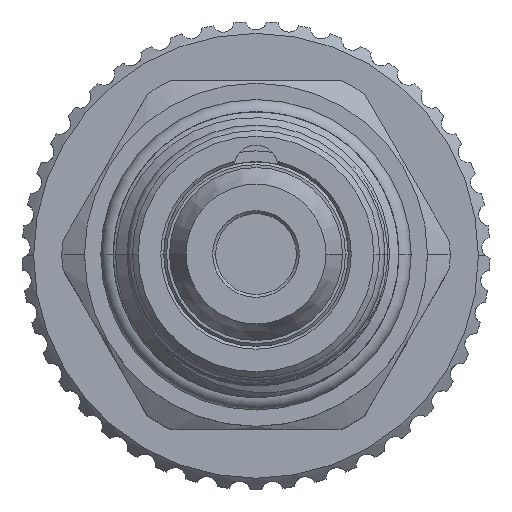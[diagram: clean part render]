
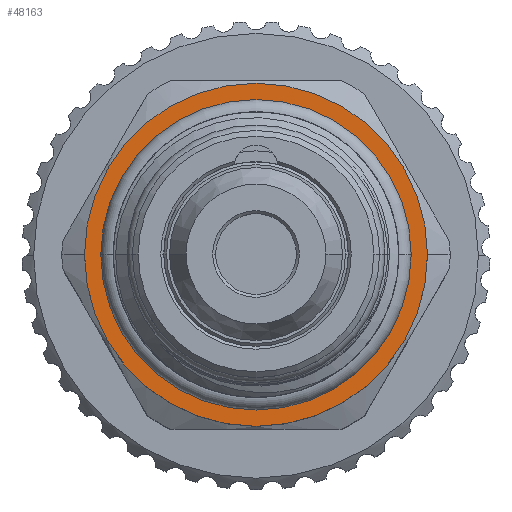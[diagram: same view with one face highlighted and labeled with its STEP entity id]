
A CAD part, top view. The second image highlights one B-rep face of the part: STEP entity #48163.
In plain terms, the highlighted planar face has unit normal (0, 0, 1).
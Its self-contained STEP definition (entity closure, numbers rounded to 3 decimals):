
#120 = ORIENTED_EDGE ( 'NONE', *, *, #20390, .F. ) ;
#411 = DIRECTION ( 'NONE',  ( 0., 0., 1. ) ) ;
#1122 = VERTEX_POINT ( 'NONE', #43913 ) ;
#1488 = DIRECTION ( 'NONE',  ( 0., 0., -1. ) ) ;
#1698 = ORIENTED_EDGE ( 'NONE', *, *, #35199, .T. ) ;
#4961 = CARTESIAN_POINT ( 'NONE',  ( 0., 0., -30.5 ) ) ;
#5072 = EDGE_LOOP ( 'NONE', ( #1698, #27028 ) ) ;
#5777 = CARTESIAN_POINT ( 'NONE',  ( -9.71, 0., -30.5 ) ) ;
#7137 = AXIS2_PLACEMENT_3D ( 'NONE', #44957, #411, #45530 ) ;
#7433 = CIRCLE ( 'NONE', #7137, 11.8 ) ;
#7762 = CARTESIAN_POINT ( 'NONE',  ( 9.71, 0., -30.5 ) ) ;
#7847 = EDGE_CURVE ( 'NONE', #1122, #17062, #12582, .T. ) ;
#9827 = DIRECTION ( 'NONE',  ( 0., 0., 1. ) ) ;
#12582 = CIRCLE ( 'NONE', #32731, 9.71 ) ;
#13831 = FACE_BOUND ( 'NONE', #50106, .T. ) ;
#16549 = AXIS2_PLACEMENT_3D ( 'NONE', #4961, #9827, #31973 ) ;
#17062 = VERTEX_POINT ( 'NONE', #7762 ) ;
#20390 = EDGE_CURVE ( 'NONE', #17062, #1122, #38522, .T. ) ;
#20557 = CIRCLE ( 'NONE', #43464, 11.8 ) ;
#26367 = DIRECTION ( 'NONE',  ( 1., 0., 0. ) ) ;
#26770 = CARTESIAN_POINT ( 'NONE',  ( 0., 0., -30.5 ) ) ;
#27028 = ORIENTED_EDGE ( 'NONE', *, *, #53981, .T. ) ;
#28690 = DIRECTION ( 'NONE',  ( -1., 0., 0. ) ) ;
#29208 = FACE_OUTER_BOUND ( 'NONE', #5072, .T. ) ;
#31973 = DIRECTION ( 'NONE',  ( 1., 0., 0. ) ) ;
#32597 = PLANE ( 'NONE',  #56497 ) ;
#32731 = AXIS2_PLACEMENT_3D ( 'NONE', #26770, #43953, #26367 ) ;
#35199 = EDGE_CURVE ( 'NONE', #44943, #47864, #7433, .T. ) ;
#35448 = CARTESIAN_POINT ( 'NONE',  ( 11.8, 0., -30.5 ) ) ;
#36977 = CARTESIAN_POINT ( 'NONE',  ( 0., 0., -30.5 ) ) ;
#38522 = CIRCLE ( 'NONE', #16549, 9.71 ) ;
#39821 = ORIENTED_EDGE ( 'NONE', *, *, #7847, .F. ) ;
#43464 = AXIS2_PLACEMENT_3D ( 'NONE', #36977, #45914, #54376 ) ;
#43913 = CARTESIAN_POINT ( 'NONE',  ( -9.71, 0., -30.5 ) ) ;
#43953 = DIRECTION ( 'NONE',  ( 0., 0., 1. ) ) ;
#44943 = VERTEX_POINT ( 'NONE', #35448 ) ;
#44957 = CARTESIAN_POINT ( 'NONE',  ( 0., 0., -30.5 ) ) ;
#45530 = DIRECTION ( 'NONE',  ( 1., 0., 0. ) ) ;
#45914 = DIRECTION ( 'NONE',  ( 0., 0., 1. ) ) ;
#47864 = VERTEX_POINT ( 'NONE', #51761 ) ;
#48163 = ADVANCED_FACE ( 'NONE', ( #13831, #29208 ), #32597, .F. ) ;
#50106 = EDGE_LOOP ( 'NONE', ( #120, #39821 ) ) ;
#51761 = CARTESIAN_POINT ( 'NONE',  ( -11.8, 0., -30.5 ) ) ;
#53981 = EDGE_CURVE ( 'NONE', #47864, #44943, #20557, .T. ) ;
#54376 = DIRECTION ( 'NONE',  ( 1., 0., 0. ) ) ;
#56497 = AXIS2_PLACEMENT_3D ( 'NONE', #5777, #1488, #28690 ) ;
